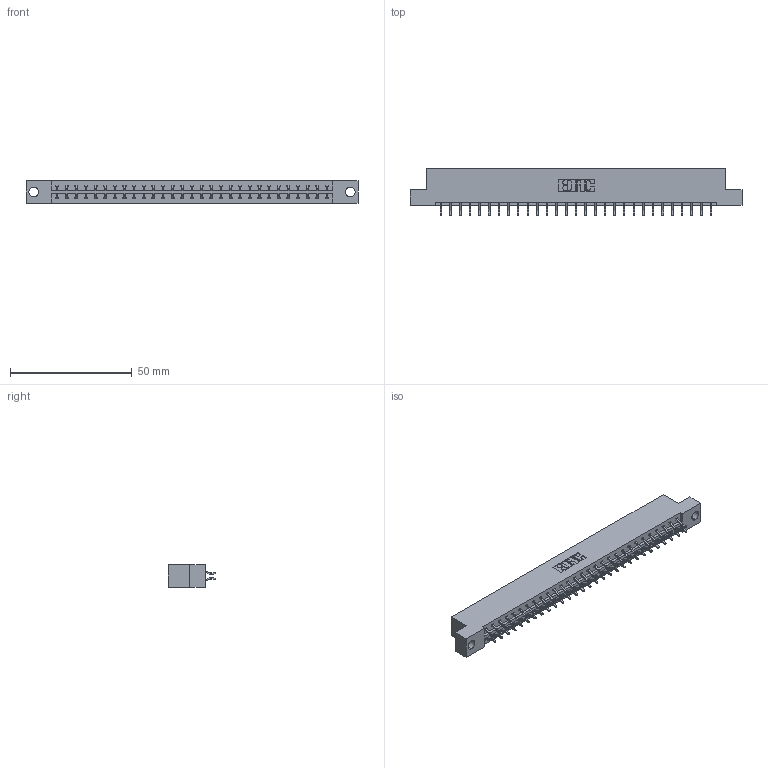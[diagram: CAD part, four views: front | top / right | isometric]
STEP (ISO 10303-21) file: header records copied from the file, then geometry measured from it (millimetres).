
FILE_DESCRIPTION (( 'STEP AP203' ), '1' );
FILE_NAME ('833-058-556-204.STEP', '2020-06-05T01:08:31', ( '' ), ( '' ), 'SwSTEP 2.0', 'SolidWorks 2020', '' );
FILE_SCHEMA (( 'CONFIG_CONTROL_DESIGN' ));
Length unit declared in the file: inch
Products named in the file (3): 833 Part_Flush - .156 Dia - TH; 345-292-001_556 Tail; 833-058-556-204
Assembly tree (59 placements, depth 2):
  833-058-556-204
    833 Part_Flush - .156 Dia - TH
    345-292-001_556 Tail  x58
Bounding box: 136.45 x 19.57 x 9.4 mm (x, y, z)
Volume: 13718.9 mm3; surface area: 15821.7 mm2
Topology: 59 solids, 59 shells, 3478 faces, 10345 edges, 6818 vertices
Faces by surface type: plane 2390, cylinder 1088
Entity records: 20561 total; most frequent: CARTESIAN_POINT 3438, ORIENTED_EDGE 3362, DIRECTION 2949, EDGE_CURVE 1681, LINE 1545, VECTOR 1545, VERTEX_POINT 1118, AXIS2_PLACEMENT_3D 702
